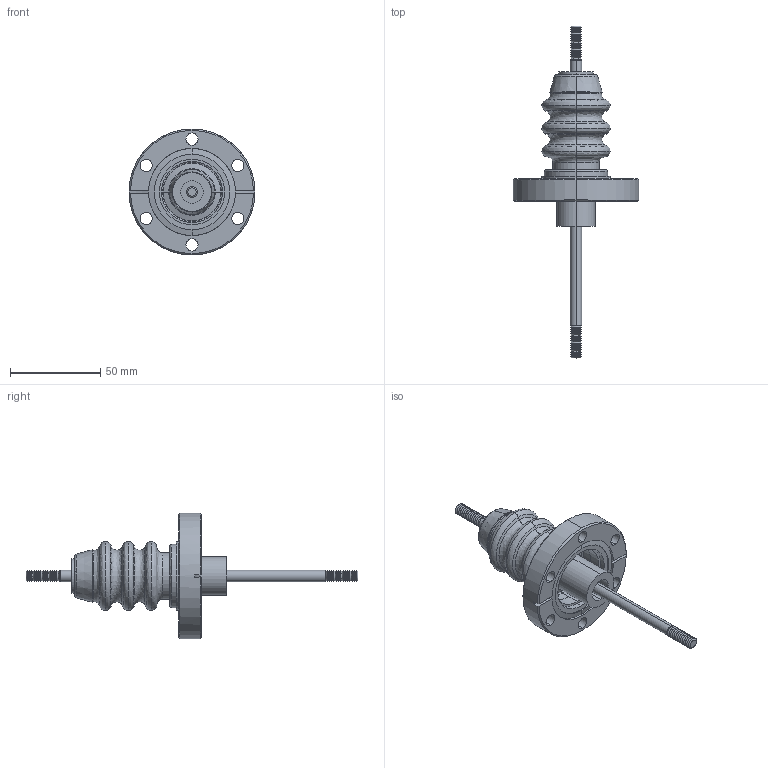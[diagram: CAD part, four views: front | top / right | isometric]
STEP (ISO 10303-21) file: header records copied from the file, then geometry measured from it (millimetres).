
FILE_DESCRIPTION (( 'STEP AP203' ), '1' );
FILE_NAME ('A7001-3-CF.STEP', '2013-06-12T11:25:54', ( '' ), ( '' ), 'SwSTEP 2.0', 'SolidWorks 2012', '' );
FILE_SCHEMA (( 'CONFIG_CONTROL_DESIGN' ));
Length unit declared in the file: inch
Products named in the file (1): A7001-3-CF
Bounding box: 69.85 x 184.15 x 69.85 mm (x, y, z)
Volume: 79137.7 mm3; surface area: 31265.7 mm2
Topology: 1 solids, 1 shells, 250 faces, 544 edges, 309 vertices
Faces by surface type: cone 153, cylinder 44, bspline 32, plane 21
Entity records: 7250 total; most frequent: CARTESIAN_POINT 1620, DIRECTION 1297, ORIENTED_EDGE 1088, AXIS2_PLACEMENT_3D 546, EDGE_CURVE 544, CIRCLE 327, VERTEX_POINT 309, EDGE_LOOP 275
